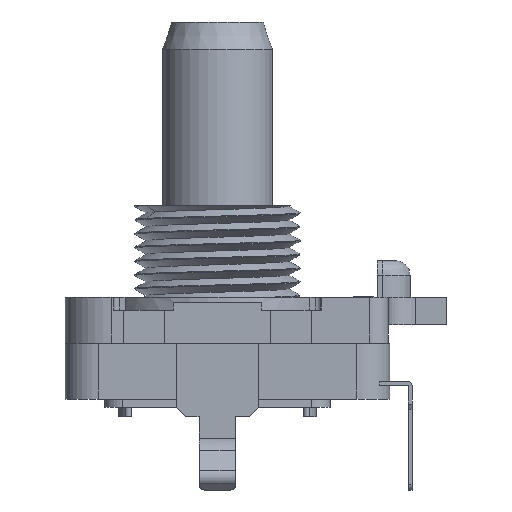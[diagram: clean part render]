
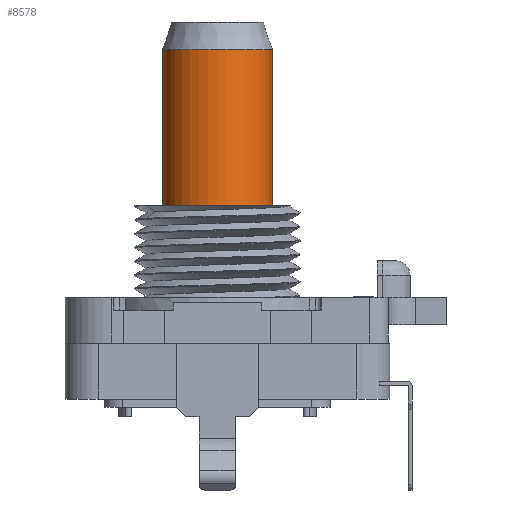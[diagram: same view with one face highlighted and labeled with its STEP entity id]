
A CAD part, left-side view. The second image highlights one B-rep face of the part: STEP entity #8578.
In plain terms, the highlighted cylindrical face has radius 3 mm (diameter 6 mm), a full revolution.
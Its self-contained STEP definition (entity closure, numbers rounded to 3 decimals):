
#497=FACE_BOUND('',#2848,.T.);
#535=CYLINDRICAL_SURFACE('',#9082,3.);
#607=LINE('',#11514,#1483);
#609=LINE('',#11517,#1485);
#1483=VECTOR('',#9606,5.5);
#1485=VECTOR('',#9608,5.5);
#2361=FACE_OUTER_BOUND('',#2847,.T.);
#2847=EDGE_LOOP('',(#5695));
#2848=EDGE_LOOP('',(#5696,#5697,#5698,#5699));
#3368=CIRCLE('',#9078,3.);
#3369=CIRCLE('',#9080,3.);
#3370=CIRCLE('',#9083,3.);
#3512=VERTEX_POINT('',#11505);
#3513=VERTEX_POINT('',#11508);
#3514=VERTEX_POINT('',#11509);
#3515=VERTEX_POINT('',#11513);
#3516=VERTEX_POINT('',#11515);
#4384=EDGE_CURVE('',#3512,#3512,#3368,.T.);
#4386=EDGE_CURVE('',#3513,#3514,#3369,.T.);
#4387=EDGE_CURVE('',#3514,#3515,#607,.T.);
#4389=EDGE_CURVE('',#3516,#3513,#609,.T.);
#4390=EDGE_CURVE('',#3516,#3515,#3370,.T.);
#5695=ORIENTED_EDGE('',*,*,#4384,.T.);
#5696=ORIENTED_EDGE('',*,*,#4389,.F.);
#5697=ORIENTED_EDGE('',*,*,#4390,.T.);
#5698=ORIENTED_EDGE('',*,*,#4387,.F.);
#5699=ORIENTED_EDGE('',*,*,#4386,.F.);
#8578=ADVANCED_FACE('',(#2361,#497),#535,.T.);
#9078=AXIS2_PLACEMENT_3D('',#11506,#9597,#9598);
#9080=AXIS2_PLACEMENT_3D('',#11511,#9602,#9603);
#9082=AXIS2_PLACEMENT_3D('',#11518,#9609,#9610);
#9083=AXIS2_PLACEMENT_3D('',#11519,#9611,#9612);
#9597=DIRECTION('center_axis',(0.,1.,0.));
#9598=DIRECTION('ref_axis',(0.,0.,-1.));
#9602=DIRECTION('center_axis',(0.,1.,0.));
#9603=DIRECTION('ref_axis',(1.,0.,0.));
#9606=DIRECTION('',(0.,1.,0.));
#9608=DIRECTION('',(0.,-1.,0.));
#9609=DIRECTION('center_axis',(0.,1.,0.));
#9610=DIRECTION('ref_axis',(0.,0.,-1.));
#9611=DIRECTION('center_axis',(0.,-1.,0.));
#9612=DIRECTION('ref_axis',(0.5,0.,0.866));
#11505=CARTESIAN_POINT('',(0.,15.692,3.));
#11506=CARTESIAN_POINT('Origin',(0.,15.692,0.));
#11508=CARTESIAN_POINT('',(1.5,20.5,2.598));
#11509=CARTESIAN_POINT('',(1.5,20.5,-2.598));
#11511=CARTESIAN_POINT('Origin',(0.,20.5,0.));
#11513=CARTESIAN_POINT('',(1.5,26.,-2.598));
#11514=CARTESIAN_POINT('',(1.5,10.5,-2.598));
#11515=CARTESIAN_POINT('',(1.5,26.,2.598));
#11517=CARTESIAN_POINT('',(1.5,21.,2.598));
#11518=CARTESIAN_POINT('Origin',(0.,9.5,0.));
#11519=CARTESIAN_POINT('Origin',(0.,26.,0.));
